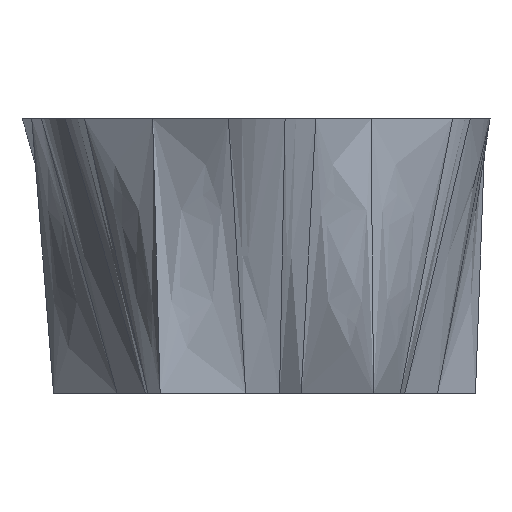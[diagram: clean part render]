
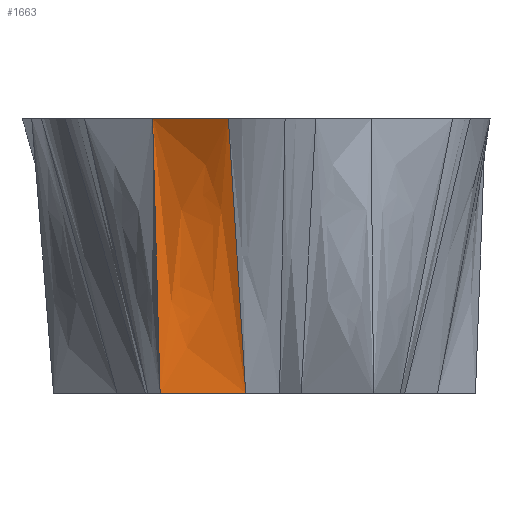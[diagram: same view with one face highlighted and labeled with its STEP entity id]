
A CAD part, front view. The second image highlights one B-rep face of the part: STEP entity #1663.
In plain terms, the highlighted free-form (B-spline) face has degree [1, 1] with [2, 2] control points.
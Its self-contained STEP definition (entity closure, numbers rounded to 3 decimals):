
#32 = PLANE('',#33);
#33 = AXIS2_PLACEMENT_3D('',#34,#35,#36);
#34 = CARTESIAN_POINT('',(0.155,0.117,0.));
#35 = DIRECTION('',(0.,0.,1.));
#36 = DIRECTION('',(1.,0.,0.));
#358 = VERTEX_POINT('',#359);
#359 = CARTESIAN_POINT('',(-24.751,-43.444,0.));
#373 = B_SPLINE_SURFACE_WITH_KNOTS('',1,1,(
    (#374,#375)
    ,(#376,#377
    )),.UNSPECIFIED.,.F.,.F.,.F.,(2,2),(2,2),(4.118,
    24.238),(0.,1.),.PIECEWISE_BEZIER_KNOTS.);
#374 = CARTESIAN_POINT('',(-27.643,-23.532,0.));
#375 = CARTESIAN_POINT('',(-42.679,-35.17,65.));
#376 = CARTESIAN_POINT('',(-24.751,-43.444,0.));
#377 = CARTESIAN_POINT('',(-26.538,-44.071,65.));
#385 = EDGE_CURVE('',#358,#386,#388,.T.);
#386 = VERTEX_POINT('',#387);
#387 = CARTESIAN_POINT('',(-4.448,-34.25,0.));
#388 = SURFACE_CURVE('',#389,(#393,#400),.PCURVE_S1.);
#389 = LINE('',#390,#391);
#390 = CARTESIAN_POINT('',(-24.751,-43.444,0.));
#391 = VECTOR('',#392,1.);
#392 = DIRECTION('',(0.911,0.412,0.));
#393 = PCURVE('',#32,#394);
#394 = DEFINITIONAL_REPRESENTATION('',(#395),#399);
#395 = LINE('',#396,#397);
#396 = CARTESIAN_POINT('',(-24.907,-43.561));
#397 = VECTOR('',#398,1.);
#398 = DIRECTION('',(0.911,0.412));
#399 = ( GEOMETRIC_REPRESENTATION_CONTEXT(2) 
PARAMETRIC_REPRESENTATION_CONTEXT() REPRESENTATION_CONTEXT('2D SPACE',''
  ) );
#400 = PCURVE('',#401,#406);
#401 = B_SPLINE_SURFACE_WITH_KNOTS('',1,1,(
    (#402,#403)
    ,(#404,#405
    )),.UNSPECIFIED.,.F.,.F.,.F.,(2,2),(2,2),(0.,22.288),(0.,1.
    ),.PIECEWISE_BEZIER_KNOTS.);
#402 = CARTESIAN_POINT('',(-24.751,-43.444,0.));
#403 = CARTESIAN_POINT('',(-26.538,-44.071,65.));
#404 = CARTESIAN_POINT('',(-4.448,-34.25,0.));
#405 = CARTESIAN_POINT('',(-8.571,-53.978,65.));
#406 = DEFINITIONAL_REPRESENTATION('',(#407),#411);
#407 = LINE('',#408,#409);
#408 = CARTESIAN_POINT('',(0.,0.));
#409 = VECTOR('',#410,1.);
#410 = DIRECTION('',(1.,0.));
#411 = ( GEOMETRIC_REPRESENTATION_CONTEXT(2) 
PARAMETRIC_REPRESENTATION_CONTEXT() REPRESENTATION_CONTEXT('2D SPACE',''
  ) );
#429 = B_SPLINE_SURFACE_WITH_KNOTS('',7,1,(
    (#430,#431)
    ,(#432,#433)
    ,(#434,#435)
    ,(#436,#437)
    ,(#438,#439)
    ,(#440,#441)
    ,(#442,#443)
    ,(#444,#445
    )),.UNSPECIFIED.,.F.,.F.,.F.,(8,8),(2,2),(22.288,
    31.076),(0.,1.),.PIECEWISE_BEZIER_KNOTS.);
#430 = CARTESIAN_POINT('',(-4.448,-34.25,0.));
#431 = CARTESIAN_POINT('',(-8.571,-53.978,65.));
#432 = CARTESIAN_POINT('',(-3.304,-33.732,0.));
#433 = CARTESIAN_POINT('',(-6.835,-54.936,65.));
#434 = CARTESIAN_POINT('',(-2.16,-33.214,0.));
#435 = CARTESIAN_POINT('',(-4.987,-55.693,65.));
#436 = CARTESIAN_POINT('',(-1.017,-32.696,0.));
#437 = CARTESIAN_POINT('',(-3.057,-56.233,
    65.));
#438 = CARTESIAN_POINT('',(0.127,-32.179,0.));
#439 = CARTESIAN_POINT('',(-1.074,-56.547,65.));
#440 = CARTESIAN_POINT('',(1.27,-31.661,0.));
#441 = CARTESIAN_POINT('',(0.929,-56.629,65.));
#442 = CARTESIAN_POINT('',(2.414,-31.143,0.));
#443 = CARTESIAN_POINT('',(2.919,-56.479,65.));
#444 = CARTESIAN_POINT('',(3.558,-30.625,0.));
#445 = CARTESIAN_POINT('',(4.867,-56.104,65.));
#847 = PLANE('',#848);
#848 = AXIS2_PLACEMENT_3D('',#849,#850,#851);
#849 = CARTESIAN_POINT('',(-1.311,-0.02,65.));
#850 = DIRECTION('',(0.,0.,1.));
#851 = DIRECTION('',(1.,0.,0.));
#1226 = VERTEX_POINT('',#1227);
#1227 = CARTESIAN_POINT('',(-26.538,-44.071,65.));
#1247 = EDGE_CURVE('',#1226,#1248,#1250,.T.);
#1248 = VERTEX_POINT('',#1249);
#1249 = CARTESIAN_POINT('',(-8.571,-53.978,65.));
#1250 = SURFACE_CURVE('',#1251,(#1255,#1262),.PCURVE_S1.);
#1251 = LINE('',#1252,#1253);
#1252 = CARTESIAN_POINT('',(-42.679,-35.17,65.));
#1253 = VECTOR('',#1254,1.);
#1254 = DIRECTION('',(0.876,-0.483,0.));
#1255 = PCURVE('',#847,#1256);
#1256 = DEFINITIONAL_REPRESENTATION('',(#1257),#1261);
#1257 = LINE('',#1258,#1259);
#1258 = CARTESIAN_POINT('',(-41.368,-35.15));
#1259 = VECTOR('',#1260,1.);
#1260 = DIRECTION('',(0.876,-0.483));
#1261 = ( GEOMETRIC_REPRESENTATION_CONTEXT(2) 
PARAMETRIC_REPRESENTATION_CONTEXT() REPRESENTATION_CONTEXT('2D SPACE',''
  ) );
#1262 = PCURVE('',#401,#1263);
#1263 = DEFINITIONAL_REPRESENTATION('',(#1264),#1267);
#1264 = B_SPLINE_CURVE_WITH_KNOTS('',1,(#1265,#1266),.UNSPECIFIED.,.F.,
  .F.,(2,2),(18.432,38.95),.PIECEWISE_BEZIER_KNOTS.);
#1265 = CARTESIAN_POINT('',(0.,1.));
#1266 = CARTESIAN_POINT('',(22.288,1.));
#1267 = ( GEOMETRIC_REPRESENTATION_CONTEXT(2) 
PARAMETRIC_REPRESENTATION_CONTEXT() REPRESENTATION_CONTEXT('2D SPACE',''
  ) );
#1642 = EDGE_CURVE('',#358,#1226,#1643,.T.);
#1643 = SURFACE_CURVE('',#1644,(#1647,#1654),.PCURVE_S1.);
#1644 = B_SPLINE_CURVE_WITH_KNOTS('',1,(#1645,#1646),.UNSPECIFIED.,.F.,
  .F.,(2,2),(0.,1.),.PIECEWISE_BEZIER_KNOTS.);
#1645 = CARTESIAN_POINT('',(-24.751,-43.444,0.));
#1646 = CARTESIAN_POINT('',(-26.538,-44.071,65.));
#1647 = PCURVE('',#373,#1648);
#1648 = DEFINITIONAL_REPRESENTATION('',(#1649),#1653);
#1649 = LINE('',#1650,#1651);
#1650 = CARTESIAN_POINT('',(24.238,0.));
#1651 = VECTOR('',#1652,1.);
#1652 = DIRECTION('',(0.,1.));
#1653 = ( GEOMETRIC_REPRESENTATION_CONTEXT(2) 
PARAMETRIC_REPRESENTATION_CONTEXT() REPRESENTATION_CONTEXT('2D SPACE',''
  ) );
#1654 = PCURVE('',#401,#1655);
#1655 = DEFINITIONAL_REPRESENTATION('',(#1656),#1660);
#1656 = LINE('',#1657,#1658);
#1657 = CARTESIAN_POINT('',(0.,0.));
#1658 = VECTOR('',#1659,1.);
#1659 = DIRECTION('',(0.,1.));
#1660 = ( GEOMETRIC_REPRESENTATION_CONTEXT(2) 
PARAMETRIC_REPRESENTATION_CONTEXT() REPRESENTATION_CONTEXT('2D SPACE',''
  ) );
#1663 = ADVANCED_FACE('',(#1664),#401,.T.);
#1664 = FACE_BOUND('',#1665,.T.);
#1665 = EDGE_LOOP('',(#1666,#1667,#1687,#1688));
#1666 = ORIENTED_EDGE('',*,*,#385,.T.);
#1667 = ORIENTED_EDGE('',*,*,#1668,.T.);
#1668 = EDGE_CURVE('',#386,#1248,#1669,.T.);
#1669 = SURFACE_CURVE('',#1670,(#1673,#1680),.PCURVE_S1.);
#1670 = B_SPLINE_CURVE_WITH_KNOTS('',1,(#1671,#1672),.UNSPECIFIED.,.F.,
  .F.,(2,2),(0.,1.),.PIECEWISE_BEZIER_KNOTS.);
#1671 = CARTESIAN_POINT('',(-4.448,-34.25,0.));
#1672 = CARTESIAN_POINT('',(-8.571,-53.978,65.));
#1673 = PCURVE('',#401,#1674);
#1674 = DEFINITIONAL_REPRESENTATION('',(#1675),#1679);
#1675 = LINE('',#1676,#1677);
#1676 = CARTESIAN_POINT('',(22.288,0.));
#1677 = VECTOR('',#1678,1.);
#1678 = DIRECTION('',(0.,1.));
#1679 = ( GEOMETRIC_REPRESENTATION_CONTEXT(2) 
PARAMETRIC_REPRESENTATION_CONTEXT() REPRESENTATION_CONTEXT('2D SPACE',''
  ) );
#1680 = PCURVE('',#429,#1681);
#1681 = DEFINITIONAL_REPRESENTATION('',(#1682),#1686);
#1682 = LINE('',#1683,#1684);
#1683 = CARTESIAN_POINT('',(22.288,0.));
#1684 = VECTOR('',#1685,1.);
#1685 = DIRECTION('',(0.,1.));
#1686 = ( GEOMETRIC_REPRESENTATION_CONTEXT(2) 
PARAMETRIC_REPRESENTATION_CONTEXT() REPRESENTATION_CONTEXT('2D SPACE',''
  ) );
#1687 = ORIENTED_EDGE('',*,*,#1247,.F.);
#1688 = ORIENTED_EDGE('',*,*,#1642,.F.);
